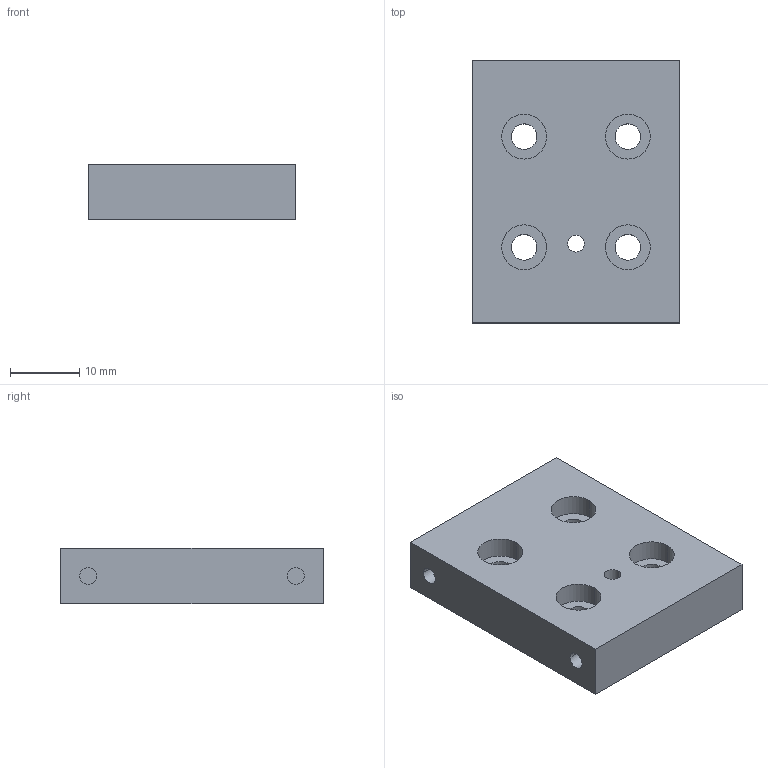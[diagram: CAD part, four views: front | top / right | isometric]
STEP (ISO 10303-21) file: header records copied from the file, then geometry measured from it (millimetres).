
FILE_DESCRIPTION(('CATIA V5 STEP Exchange'),'2;1');
FILE_NAME('D006.stp','2023-04-12T00:45:58+00:00',('none'),('none'),'CATIA Version 5-6 Release 2018','CATIA V5 STEP AP203','none');
FILE_SCHEMA(('CONFIG_CONTROL_DESIGN'));
Length unit declared in the file: millimetre
Products named in the file (1): X carige slider 
Bounding box: 30 x 37.9 x 8 mm (x, y, z)
Volume: 8330.8 mm3; surface area: 3989.6 mm2
Topology: 1 solids, 1 shells, 40 faces, 90 edges, 69 vertices
Faces by surface type: cylinder 26, plane 14
Entity records: 1077 total; most frequent: CARTESIAN_POINT 182, ORIENTED_EDGE 180, DIRECTION 134, EDGE_CURVE 90, AXIS2_PLACEMENT_3D 75, VERTEX_POINT 60, EDGE_LOOP 58, CIRCLE 52
